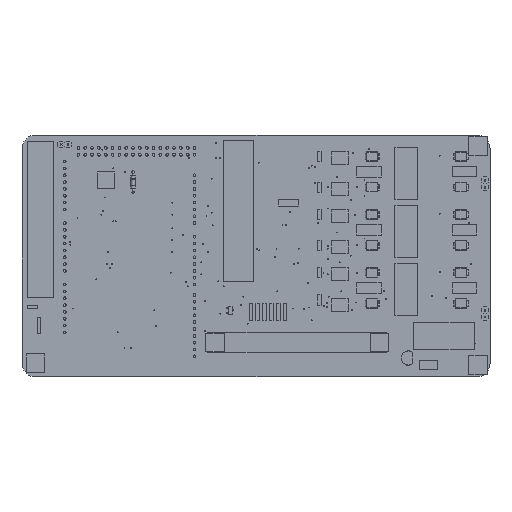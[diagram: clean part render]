
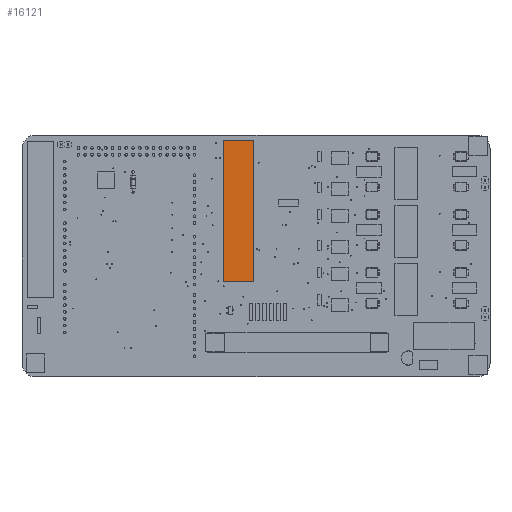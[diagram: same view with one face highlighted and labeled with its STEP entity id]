
A CAD part, top view. The second image highlights one B-rep face of the part: STEP entity #16121.
In plain terms, the highlighted planar face has unit normal (0, 0, 1).
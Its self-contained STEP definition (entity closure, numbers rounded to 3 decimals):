
#1419=PLANE('',#18112);
#2151=FACE_OUTER_BOUND('',#3766,.T.);
#3766=EDGE_LOOP('',(#13872,#13873,#13874,#13875));
#4683=LINE('',#26579,#5748);
#4686=LINE('',#26585,#5751);
#4689=LINE('',#26591,#5754);
#4692=LINE('',#26595,#5757);
#5748=VECTOR('',#22306,10.);
#5751=VECTOR('',#22311,10.);
#5754=VECTOR('',#22316,10.);
#5757=VECTOR('',#22321,10.);
#8156=VERTEX_POINT('',#26576);
#8157=VERTEX_POINT('',#26578);
#8159=VERTEX_POINT('',#26584);
#8161=VERTEX_POINT('',#26590);
#10082=EDGE_CURVE('',#8157,#8156,#4683,.T.);
#10085=EDGE_CURVE('',#8159,#8157,#4686,.T.);
#10088=EDGE_CURVE('',#8161,#8159,#4689,.T.);
#10091=EDGE_CURVE('',#8156,#8161,#4692,.T.);
#13872=ORIENTED_EDGE('',*,*,#10091,.T.);
#13873=ORIENTED_EDGE('',*,*,#10088,.T.);
#13874=ORIENTED_EDGE('',*,*,#10085,.T.);
#13875=ORIENTED_EDGE('',*,*,#10082,.T.);
#16121=ADVANCED_FACE('',(#2151),#1419,.T.);
#18112=AXIS2_PLACEMENT_3D('',#26596,#22322,#22323);
#22306=DIRECTION('',(-1.,0.,0.));
#22311=DIRECTION('',(0.,1.,0.));
#22316=DIRECTION('',(1.,0.,0.));
#22321=DIRECTION('',(0.,-1.,0.));
#22322=DIRECTION('center_axis',(0.,0.,1.));
#22323=DIRECTION('ref_axis',(1.,0.,0.));
#26576=CARTESIAN_POINT('',(-25.7,6.3,0.1));
#26578=CARTESIAN_POINT('',(27.072,6.3,0.1));
#26579=CARTESIAN_POINT('',(27.072,6.3,0.1));
#26584=CARTESIAN_POINT('',(27.072,-4.9,0.1));
#26585=CARTESIAN_POINT('',(27.072,-4.9,0.1));
#26590=CARTESIAN_POINT('',(-25.7,-4.9,0.1));
#26591=CARTESIAN_POINT('',(-25.7,-4.9,0.1));
#26595=CARTESIAN_POINT('',(-25.7,6.3,0.1));
#26596=CARTESIAN_POINT('Origin',(0.686,0.7,0.1));
